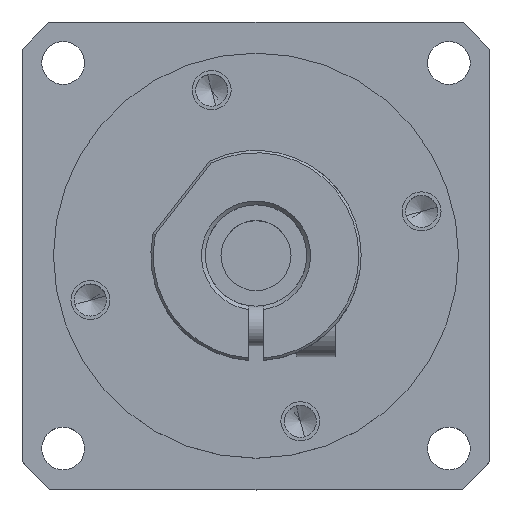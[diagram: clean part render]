
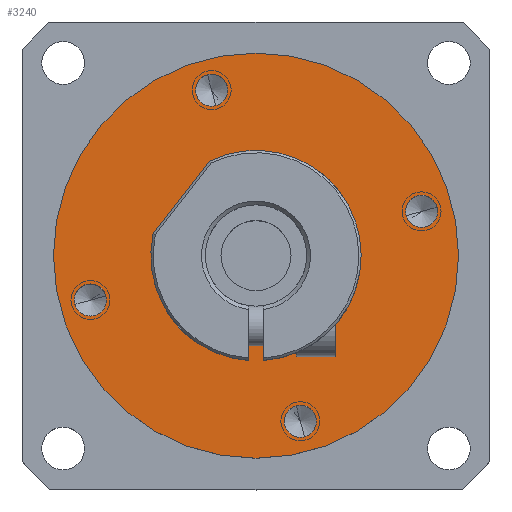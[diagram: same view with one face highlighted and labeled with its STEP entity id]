
A CAD part, top view. The second image highlights one B-rep face of the part: STEP entity #3240.
In plain terms, the highlighted planar face has unit normal (0, 0, 1).
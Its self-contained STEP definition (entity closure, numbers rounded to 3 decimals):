
#1019=CARTESIAN_POINT('',(0.,0.,11.2));
#1020=DIRECTION('',(0.,0.,1.));
#1021=DIRECTION('',(-1.,0.,0.));
#1022=AXIS2_PLACEMENT_3D('',#1019,#1020,#1021);
#1024=CARTESIAN_POINT('',(0.,0.,11.2));
#1025=DIRECTION('',(0.,0.,1.));
#1026=DIRECTION('',(1.,0.,0.));
#1027=AXIS2_PLACEMENT_3D('',#1024,#1025,#1026);
#1029=CARTESIAN_POINT('',(0.,0.,11.2));
#1030=DIRECTION('',(0.,0.,1.));
#1031=DIRECTION('',(1.,0.,0.));
#1032=AXIS2_PLACEMENT_3D('',#1029,#1030,#1031);
#1034=CARTESIAN_POINT('',(0.,0.,11.2));
#1035=DIRECTION('',(0.,0.,1.));
#1036=DIRECTION('',(-1.,0.,0.));
#1037=AXIS2_PLACEMENT_3D('',#1034,#1035,#1036);
#1039=CARTESIAN_POINT('',(21.25,5.694,11.2));
#1040=DIRECTION('',(0.,0.,-1.));
#1041=DIRECTION('',(-1.,0.,0.));
#1042=AXIS2_PLACEMENT_3D('',#1039,#1040,#1041);
#1044=CARTESIAN_POINT('',(21.25,5.694,11.2));
#1045=DIRECTION('',(0.,0.,-1.));
#1046=DIRECTION('',(1.,0.,0.));
#1047=AXIS2_PLACEMENT_3D('',#1044,#1045,#1046);
#1049=CARTESIAN_POINT('',(-5.694,21.25,11.2));
#1050=DIRECTION('',(0.,0.,-1.));
#1051=DIRECTION('',(-1.,0.,0.));
#1052=AXIS2_PLACEMENT_3D('',#1049,#1050,#1051);
#1054=CARTESIAN_POINT('',(-5.694,21.25,11.2));
#1055=DIRECTION('',(0.,0.,-1.));
#1056=DIRECTION('',(1.,0.,0.));
#1057=AXIS2_PLACEMENT_3D('',#1054,#1055,#1056);
#1059=CARTESIAN_POINT('',(-21.25,-5.694,11.2));
#1060=DIRECTION('',(0.,0.,-1.));
#1061=DIRECTION('',(-1.,0.,0.));
#1062=AXIS2_PLACEMENT_3D('',#1059,#1060,#1061);
#1064=CARTESIAN_POINT('',(-21.25,-5.694,11.2));
#1065=DIRECTION('',(0.,0.,-1.));
#1066=DIRECTION('',(1.,0.,0.));
#1067=AXIS2_PLACEMENT_3D('',#1064,#1065,#1066);
#1069=CARTESIAN_POINT('',(5.694,-21.25,11.2));
#1070=DIRECTION('',(0.,0.,-1.));
#1071=DIRECTION('',(-1.,0.,0.));
#1072=AXIS2_PLACEMENT_3D('',#1069,#1070,#1071);
#1074=CARTESIAN_POINT('',(5.694,-21.25,11.2));
#1075=DIRECTION('',(0.,0.,-1.));
#1076=DIRECTION('',(1.,0.,0.));
#1077=AXIS2_PLACEMENT_3D('',#1074,#1075,#1076);
#1796=CARTESIAN_POINT('',(19.185,5.694,11.2));
#1797=CARTESIAN_POINT('',(23.315,5.694,11.2));
#1798=VERTEX_POINT('',#1796);
#1799=VERTEX_POINT('',#1797);
#1870=CARTESIAN_POINT('',(-26.,0.,11.2));
#1871=CARTESIAN_POINT('',(26.,0.,11.2));
#1872=VERTEX_POINT('',#1870);
#1873=VERTEX_POINT('',#1871);
#1902=CARTESIAN_POINT('',(6.5,0.,11.2));
#1903=CARTESIAN_POINT('',(-6.5,0.,11.2));
#1904=VERTEX_POINT('',#1902);
#1905=VERTEX_POINT('',#1903);
#1938=CARTESIAN_POINT('',(-7.759,21.25,11.2));
#1939=CARTESIAN_POINT('',(-3.629,21.25,11.2));
#1940=VERTEX_POINT('',#1938);
#1941=VERTEX_POINT('',#1939);
#1952=CARTESIAN_POINT('',(-23.315,-5.694,11.2));
#1953=CARTESIAN_POINT('',(-19.185,-5.694,11.2));
#1954=VERTEX_POINT('',#1952);
#1955=VERTEX_POINT('',#1953);
#1966=CARTESIAN_POINT('',(3.629,-21.25,11.2));
#1967=CARTESIAN_POINT('',(7.759,-21.25,11.2));
#1968=VERTEX_POINT('',#1966);
#1969=VERTEX_POINT('',#1967);
#3200=CARTESIAN_POINT('',(0.,0.,11.2));
#3201=DIRECTION('',(0.,0.,1.));
#3202=DIRECTION('',(1.,0.,0.));
#3203=AXIS2_PLACEMENT_3D('',#3200,#3201,#3202);
#3204=PLANE('',#3203);
#3205=ORIENTED_EDGE('',*,*,#3190,.F.);
#3207=ORIENTED_EDGE('',*,*,#3206,.F.);
#3208=EDGE_LOOP('',(#3205,#3207));
#3209=FACE_OUTER_BOUND('',#3208,.F.);
#3211=ORIENTED_EDGE('',*,*,#3210,.T.);
#3213=ORIENTED_EDGE('',*,*,#3212,.T.);
#3214=EDGE_LOOP('',(#3211,#3213));
#3215=FACE_BOUND('',#3214,.F.);
#3217=ORIENTED_EDGE('',*,*,#3216,.F.);
#3219=ORIENTED_EDGE('',*,*,#3218,.F.);
#3220=EDGE_LOOP('',(#3217,#3219));
#3221=FACE_BOUND('',#3220,.F.);
#3223=ORIENTED_EDGE('',*,*,#3222,.F.);
#3225=ORIENTED_EDGE('',*,*,#3224,.F.);
#3226=EDGE_LOOP('',(#3223,#3225));
#3227=FACE_BOUND('',#3226,.F.);
#3229=ORIENTED_EDGE('',*,*,#3228,.F.);
#3231=ORIENTED_EDGE('',*,*,#3230,.F.);
#3232=EDGE_LOOP('',(#3229,#3231));
#3233=FACE_BOUND('',#3232,.F.);
#3235=ORIENTED_EDGE('',*,*,#3234,.F.);
#3237=ORIENTED_EDGE('',*,*,#3236,.F.);
#3238=EDGE_LOOP('',(#3235,#3237));
#3239=FACE_BOUND('',#3238,.F.);
#3240=ADVANCED_FACE('',(#3209,#3215,#3221,#3227,#3233,#3239),#3204,.T.);
#1023=CIRCLE('',#1022,26.);
#1028=CIRCLE('',#1027,26.);
#1033=CIRCLE('',#1032,6.5);
#1038=CIRCLE('',#1037,6.5);
#1043=CIRCLE('',#1042,2.065);
#1048=CIRCLE('',#1047,2.065);
#1053=CIRCLE('',#1052,2.065);
#1058=CIRCLE('',#1057,2.065);
#1063=CIRCLE('',#1062,2.065);
#1068=CIRCLE('',#1067,2.065);
#1073=CIRCLE('',#1072,2.065);
#1078=CIRCLE('',#1077,2.065);
#3190=EDGE_CURVE('',#1872,#1873,#1023,.T.);
#3206=EDGE_CURVE('',#1873,#1872,#1028,.T.);
#3210=EDGE_CURVE('',#1904,#1905,#1033,.T.);
#3212=EDGE_CURVE('',#1905,#1904,#1038,.T.);
#3216=EDGE_CURVE('',#1798,#1799,#1043,.T.);
#3218=EDGE_CURVE('',#1799,#1798,#1048,.T.);
#3222=EDGE_CURVE('',#1940,#1941,#1053,.T.);
#3224=EDGE_CURVE('',#1941,#1940,#1058,.T.);
#3228=EDGE_CURVE('',#1954,#1955,#1063,.T.);
#3230=EDGE_CURVE('',#1955,#1954,#1068,.T.);
#3234=EDGE_CURVE('',#1968,#1969,#1073,.T.);
#3236=EDGE_CURVE('',#1969,#1968,#1078,.T.);
